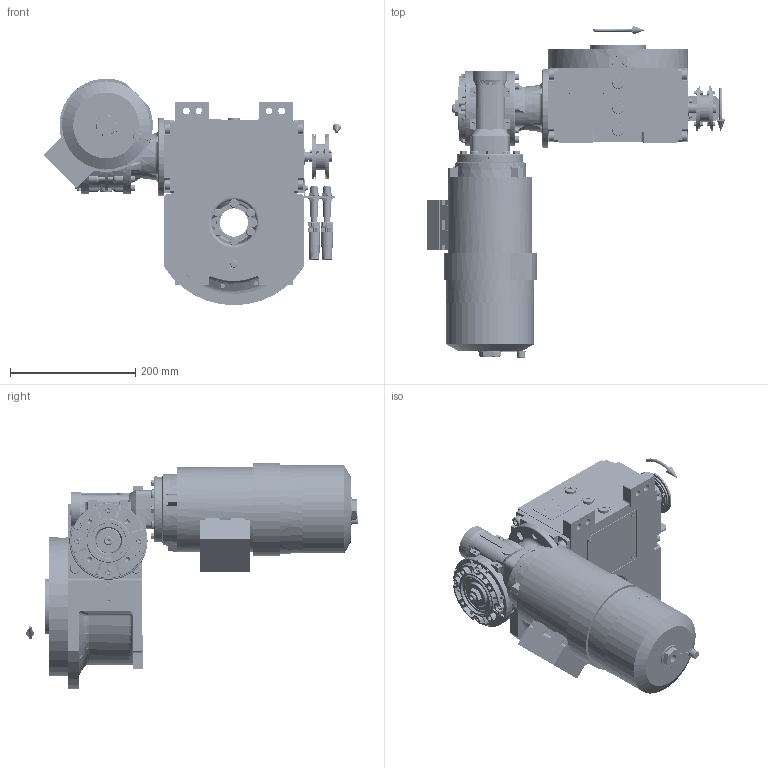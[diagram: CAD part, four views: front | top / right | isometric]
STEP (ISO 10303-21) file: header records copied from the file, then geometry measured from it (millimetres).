
FILE_DESCRIPTION (( 'STEP AP203' ), '1' );
FILE_NAME ('PC5201941.step', '2026-03-20T14:11:43', ( '' ), ( '' ), 'SwSTEP 2.0', 'SolidWorks 2020', '' );
FILE_SCHEMA (( 'CONFIG_CONTROL_DESIGN' ));
Length unit declared in the file: millimetre
Products named in the file (91): rig06_001_a; CFN2223_01-570X6-B.stp; AS_rig06_002_bl_001; cfn2205_01_013; RIG06_005_ASM.stp; AS_rig06_017; rig06_004; rig06_071_08_m_asm.stp; cfn2003_01_054; cfn2000_01_103; AS_900_38_10_028; AS_cfn2476_01_002_60x46; cfn2155_01_056; RMI50_F1_LCB_DX_71B14; cfn2000_01_126; cfn2151_01_109; cfn2000_01_184; CFN2104_02_017.stp; AS_rig06_004; rig06_005_n_01; cfn2276_01_074; AS_cfn2400_04_024; CFN2010_01_012.stp; cfn2000_01_124; cfn2158_01_010; freccia_angolare; rig06_002_bl_001; cfn2055_01_002; cfn2128_04_004; rig06_004_s_001; cfn2155_01_303; rig06_003_8; cfn2115_02_194; AS_900_00_00_005; rig06_017; CFN2010_02_002.stp; RIG06_021_AF0.stp; cfn2151_01_090; rig06_007_master; cfn2128_19_002 ...
Assembly tree (87 placements, depth 5):
  CFN2223_01-570X6-B.stp
  cfn2205_01_013
  cfn2151_01_109
  cfn2276_01_074
  CFN2010_01_012.stp
Bounding box: 474.91 x 529.67 x 361.44 mm (x, y, z)
Volume: 8049851.2 mm3; surface area: 1206540.2 mm2
Topology: 75 solids, 75 shells, 6210 faces, 15898 edges, 10094 vertices
Faces by surface type: plane 2820, cylinder 2120, cone 1055, torus 189, bspline 20, sphere 6
Entity records: 177900 total; most frequent: CARTESIAN_POINT 46734, DIRECTION 25491, ORIENTED_EDGE 25388, EDGE_CURVE 12694, AXIS2_PLACEMENT_3D 9380, VERTEX_POINT 8148, LINE 6731, VECTOR 6731
